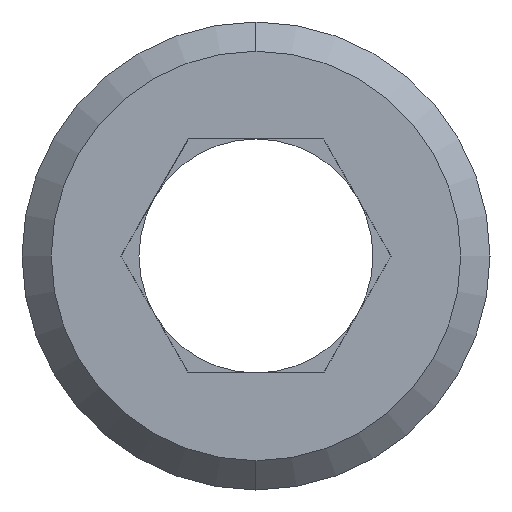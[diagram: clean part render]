
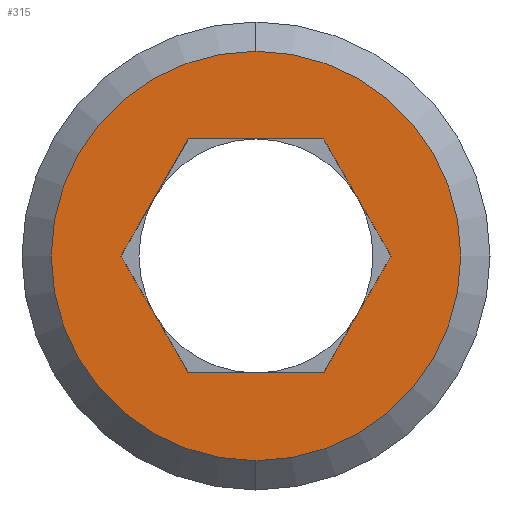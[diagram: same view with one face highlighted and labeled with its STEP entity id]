
A CAD part, left-side view. The second image highlights one B-rep face of the part: STEP entity #315.
In plain terms, the highlighted planar face has unit normal (-1, 0, 0).
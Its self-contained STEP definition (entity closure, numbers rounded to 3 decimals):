
#4 = EDGE_CURVE ( 'NONE', #671, #1101, #367, .T. ) ;
#31 = CARTESIAN_POINT ( 'NONE',  ( -20., 3.5, 0. ) ) ;
#65 = EDGE_LOOP ( 'NONE', ( #388, #421, #1114, #668, #775, #1086 ) ) ;
#131 = PLANE ( 'NONE',  #523 ) ;
#160 = DIRECTION ( 'NONE',  ( 0., -0.5, 0.866 ) ) ;
#169 = DIRECTION ( 'NONE',  ( 0., -1., 0. ) ) ;
#174 = VERTEX_POINT ( 'NONE', #391 ) ;
#201 = CARTESIAN_POINT ( 'NONE',  ( -20., 0., 3.5 ) ) ;
#209 = DIRECTION ( 'NONE',  ( -1., 0., 0. ) ) ;
#221 = LINE ( 'NONE', #813, #987 ) ;
#228 = DIRECTION ( 'NONE',  ( 1., 0., 0. ) ) ;
#266 = VERTEX_POINT ( 'NONE', #201 ) ;
#267 = EDGE_CURVE ( 'NONE', #174, #266, #387, .T. ) ;
#275 = DIRECTION ( 'NONE',  ( 0., 0.5, -0.866 ) ) ;
#315 = ADVANCED_FACE ( 'NONE', ( #894, #1226 ), #131, .F. ) ;
#322 = DIRECTION ( 'NONE',  ( 0., 0., 1. ) ) ;
#339 = DIRECTION ( 'NONE',  ( 0., -0.5, -0.866 ) ) ;
#367 = LINE ( 'NONE', #1262, #1040 ) ;
#376 = CARTESIAN_POINT ( 'NONE',  ( -20., 1.155, 2. ) ) ;
#384 = VECTOR ( 'NONE', #169, 1000. ) ;
#387 = CIRCLE ( 'NONE', #905, 3.5 ) ;
#388 = ORIENTED_EDGE ( 'NONE', *, *, #912, .F. ) ;
#391 = CARTESIAN_POINT ( 'NONE',  ( -20., 0., -3.5 ) ) ;
#421 = ORIENTED_EDGE ( 'NONE', *, *, #622, .F. ) ;
#452 = LINE ( 'NONE', #881, #1296 ) ;
#472 = ORIENTED_EDGE ( 'NONE', *, *, #267, .T. ) ;
#474 = DIRECTION ( 'NONE',  ( 0., 0.5, 0.866 ) ) ;
#503 = VERTEX_POINT ( 'NONE', #852 ) ;
#523 = AXIS2_PLACEMENT_3D ( 'NONE', #31, #228, #535 ) ;
#535 = DIRECTION ( 'NONE',  ( 0., 0., -1. ) ) ;
#547 = CARTESIAN_POINT ( 'NONE',  ( -20., 2.309, 0. ) ) ;
#594 = VERTEX_POINT ( 'NONE', #977 ) ;
#622 = EDGE_CURVE ( 'NONE', #1132, #1043, #452, .T. ) ;
#628 = EDGE_CURVE ( 'NONE', #266, #174, #1064, .T. ) ;
#657 = CARTESIAN_POINT ( 'NONE',  ( -20., -1.155, 2. ) ) ;
#663 = EDGE_CURVE ( 'NONE', #503, #594, #910, .T. ) ;
#668 = ORIENTED_EDGE ( 'NONE', *, *, #4, .F. ) ;
#671 = VERTEX_POINT ( 'NONE', #1171 ) ;
#680 = CARTESIAN_POINT ( 'NONE',  ( -20., 1.155, -2. ) ) ;
#775 = ORIENTED_EDGE ( 'NONE', *, *, #1087, .F. ) ;
#795 = VECTOR ( 'NONE', #1048, 1000. ) ;
#813 = CARTESIAN_POINT ( 'NONE',  ( -20., 2.309, 0. ) ) ;
#836 = ORIENTED_EDGE ( 'NONE', *, *, #628, .T. ) ;
#852 = CARTESIAN_POINT ( 'NONE',  ( -20., 1.155, -2. ) ) ;
#881 = CARTESIAN_POINT ( 'NONE',  ( -20., 1.155, 2. ) ) ;
#894 = FACE_BOUND ( 'NONE', #65, .T. ) ;
#902 = LINE ( 'NONE', #1042, #795 ) ;
#905 = AXIS2_PLACEMENT_3D ( 'NONE', #1006, #209, #322 ) ;
#910 = LINE ( 'NONE', #680, #384 ) ;
#912 = EDGE_CURVE ( 'NONE', #1043, #503, #221, .T. ) ;
#970 = CARTESIAN_POINT ( 'NONE',  ( -20., -1.155, -2. ) ) ;
#977 = CARTESIAN_POINT ( 'NONE',  ( -20., -1.155, -2. ) ) ;
#987 = VECTOR ( 'NONE', #339, 1000. ) ;
#1006 = CARTESIAN_POINT ( 'NONE',  ( -20., 0., 0. ) ) ;
#1034 = VECTOR ( 'NONE', #160, 1000. ) ;
#1036 = EDGE_CURVE ( 'NONE', #1101, #1132, #902, .T. ) ;
#1040 = VECTOR ( 'NONE', #474, 1000. ) ;
#1042 = CARTESIAN_POINT ( 'NONE',  ( -20., -1.155, 2. ) ) ;
#1043 = VERTEX_POINT ( 'NONE', #547 ) ;
#1048 = DIRECTION ( 'NONE',  ( 0., 1., 0. ) ) ;
#1063 = DIRECTION ( 'NONE',  ( 0., 0., 1. ) ) ;
#1064 = CIRCLE ( 'NONE', #1138, 3.5 ) ;
#1075 = CARTESIAN_POINT ( 'NONE',  ( -20., 0., 0. ) ) ;
#1086 = ORIENTED_EDGE ( 'NONE', *, *, #663, .F. ) ;
#1087 = EDGE_CURVE ( 'NONE', #594, #671, #1213, .T. ) ;
#1101 = VERTEX_POINT ( 'NONE', #657 ) ;
#1114 = ORIENTED_EDGE ( 'NONE', *, *, #1036, .F. ) ;
#1132 = VERTEX_POINT ( 'NONE', #376 ) ;
#1138 = AXIS2_PLACEMENT_3D ( 'NONE', #1075, #1178, #1063 ) ;
#1171 = CARTESIAN_POINT ( 'NONE',  ( -20., -2.309, 0. ) ) ;
#1178 = DIRECTION ( 'NONE',  ( -1., 0., 0. ) ) ;
#1213 = LINE ( 'NONE', #970, #1034 ) ;
#1226 = FACE_OUTER_BOUND ( 'NONE', #1244, .T. ) ;
#1244 = EDGE_LOOP ( 'NONE', ( #472, #836 ) ) ;
#1262 = CARTESIAN_POINT ( 'NONE',  ( -20., -2.309, 0. ) ) ;
#1296 = VECTOR ( 'NONE', #275, 1000. ) ;
